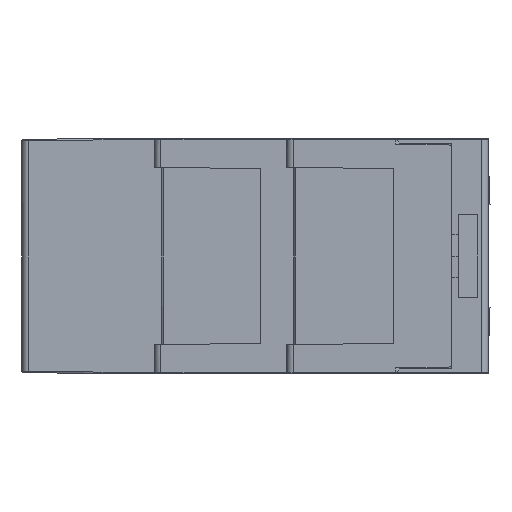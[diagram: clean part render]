
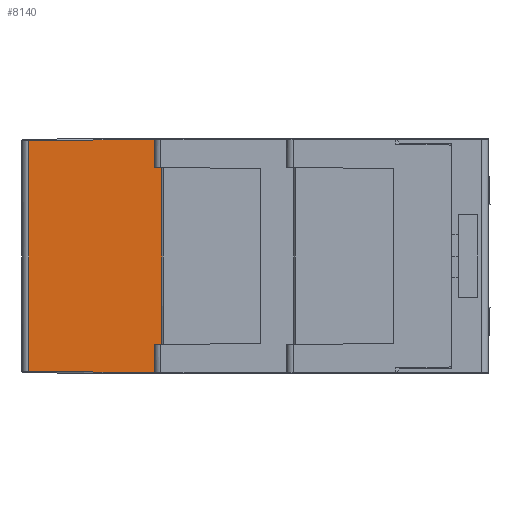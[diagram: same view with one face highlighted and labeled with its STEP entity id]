
A CAD part, left-side view. The second image highlights one B-rep face of the part: STEP entity #8140.
In plain terms, the highlighted planar face has unit normal (-1, 0.009, 0).
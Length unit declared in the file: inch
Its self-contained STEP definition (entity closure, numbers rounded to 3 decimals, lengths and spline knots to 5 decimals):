
#73 = CARTESIAN_POINT ( 'NONE',  ( -0.88684, 1.79856, -1.04629 ) ) ;
#547 = DIRECTION ( 'NONE',  ( -1., 0.009, 0. ) ) ;
#1240 = VERTEX_POINT ( 'NONE', #1923 ) ;
#1917 = DIRECTION ( 'NONE',  ( 0., 0., -1. ) ) ;
#1923 = CARTESIAN_POINT ( 'NONE',  ( -0.8878, 1.68898, 0.34646 ) ) ;
#1968 = ORIENTED_EDGE ( 'NONE', *, *, #15623, .T. ) ;
#2870 = EDGE_LOOP ( 'NONE', ( #10276, #17766, #19511, #3947, #13746, #16693, #1968, #20676 ) ) ;
#3472 = VERTEX_POINT ( 'NONE', #3523 ) ;
#3523 = CARTESIAN_POINT ( 'NONE',  ( -0.8878, 1.68898, -1.04724 ) ) ;
#3814 = CARTESIAN_POINT ( 'NONE',  ( -0.8878, 1.68898, -0.87958 ) ) ;
#3947 = ORIENTED_EDGE ( 'NONE', *, *, #15220, .T. ) ;
#4011 = CARTESIAN_POINT ( 'NONE',  ( -0.88123, 2.44129, 0.33989 ) ) ;
#4776 = CARTESIAN_POINT ( 'NONE',  ( -0.88817, 1.64567, -0.8792 ) ) ;
#5517 = LINE ( 'NONE', #10606, #11626 ) ;
#6117 = LINE ( 'NONE', #6446, #21002 ) ;
#6169 = DIRECTION ( 'NONE',  ( 0.009, 1., 0.009 ) ) ;
#6446 = CARTESIAN_POINT ( 'NONE',  ( -0.88123, 2.44129, 0.29134 ) ) ;
#7141 = DIRECTION ( 'NONE',  ( 0., 0., 1. ) ) ;
#7354 = DIRECTION ( 'NONE',  ( 0.009, 1., -0.009 ) ) ;
#7364 = VECTOR ( 'NONE', #6169, 39.37008 ) ;
#7386 = EDGE_CURVE ( 'NONE', #7952, #3472, #11804, .T. ) ;
#7806 = VECTOR ( 'NONE', #16925, 39.37008 ) ;
#7952 = VERTEX_POINT ( 'NONE', #3814 ) ;
#8140 = ADVANCED_FACE ( 'NONE', ( #12276 ), #8925, .T. ) ;
#8661 = CARTESIAN_POINT ( 'NONE',  ( -0.88817, 1.64567, 0.29134 ) ) ;
#8925 = PLANE ( 'NONE',  #12936 ) ;
#8984 = LINE ( 'NONE', #8661, #10012 ) ;
#9032 = CARTESIAN_POINT ( 'NONE',  ( -0.88089, 2.48028, 0.29134 ) ) ;
#9453 = VERTEX_POINT ( 'NONE', #4011 ) ;
#9706 = DIRECTION ( 'NONE',  ( 0., 0., -1. ) ) ;
#9842 = VECTOR ( 'NONE', #1917, 39.37008 ) ;
#10012 = VECTOR ( 'NONE', #7141, 39.37008 ) ;
#10276 = ORIENTED_EDGE ( 'NONE', *, *, #17990, .T. ) ;
#10287 = LINE ( 'NONE', #73, #7806 ) ;
#10317 = CARTESIAN_POINT ( 'NONE',  ( -0.88123, 2.44129, -1.04068 ) ) ;
#10606 = CARTESIAN_POINT ( 'NONE',  ( -0.8878, 1.68898, 0.34646 ) ) ;
#10873 = LINE ( 'NONE', #11085, #17887 ) ;
#11085 = CARTESIAN_POINT ( 'NONE',  ( -0.8878, 1.68898, -0.87958 ) ) ;
#11626 = VECTOR ( 'NONE', #7354, 39.37008 ) ;
#11769 = EDGE_CURVE ( 'NONE', #20236, #16787, #8984, .T. ) ;
#11804 = LINE ( 'NONE', #18420, #9842 ) ;
#11917 = LINE ( 'NONE', #18335, #16825 ) ;
#12166 = DIRECTION ( 'NONE',  ( -0.009, -1., 0. ) ) ;
#12276 = FACE_OUTER_BOUND ( 'NONE', #2870, .T. ) ;
#12936 = AXIS2_PLACEMENT_3D ( 'NONE', #9032, #547, #12166 ) ;
#13173 = VERTEX_POINT ( 'NONE', #16898 ) ;
#13746 = ORIENTED_EDGE ( 'NONE', *, *, #14612, .F. ) ;
#14428 = LINE ( 'NONE', #21048, #7364 ) ;
#14521 = EDGE_CURVE ( 'NONE', #13173, #1240, #11917, .T. ) ;
#14612 = EDGE_CURVE ( 'NONE', #3472, #15862, #10287, .T. ) ;
#14718 = EDGE_CURVE ( 'NONE', #1240, #9453, #5517, .T. ) ;
#15220 = EDGE_CURVE ( 'NONE', #9453, #15862, #6117, .T. ) ;
#15623 = EDGE_CURVE ( 'NONE', #7952, #20236, #10873, .T. ) ;
#15862 = VERTEX_POINT ( 'NONE', #10317 ) ;
#16614 = DIRECTION ( 'NONE',  ( 0., 0., 1. ) ) ;
#16693 = ORIENTED_EDGE ( 'NONE', *, *, #7386, .F. ) ;
#16787 = VERTEX_POINT ( 'NONE', #17713 ) ;
#16825 = VECTOR ( 'NONE', #16614, 39.37008 ) ;
#16898 = CARTESIAN_POINT ( 'NONE',  ( -0.8878, 1.68898, 0.17879 ) ) ;
#16925 = DIRECTION ( 'NONE',  ( 0.009, 1., 0.009 ) ) ;
#17710 = DIRECTION ( 'NONE',  ( -0.009, -1., 0.009 ) ) ;
#17713 = CARTESIAN_POINT ( 'NONE',  ( -0.88817, 1.64567, 0.17842 ) ) ;
#17766 = ORIENTED_EDGE ( 'NONE', *, *, #14521, .T. ) ;
#17887 = VECTOR ( 'NONE', #17710, 39.37008 ) ;
#17990 = EDGE_CURVE ( 'NONE', #16787, #13173, #14428, .T. ) ;
#18335 = CARTESIAN_POINT ( 'NONE',  ( -0.8878, 1.68898, 0.29134 ) ) ;
#18420 = CARTESIAN_POINT ( 'NONE',  ( -0.8878, 1.68898, -0.34646 ) ) ;
#19511 = ORIENTED_EDGE ( 'NONE', *, *, #14718, .T. ) ;
#20236 = VERTEX_POINT ( 'NONE', #4776 ) ;
#20676 = ORIENTED_EDGE ( 'NONE', *, *, #11769, .T. ) ;
#21002 = VECTOR ( 'NONE', #9706, 39.37008 ) ;
#21048 = CARTESIAN_POINT ( 'NONE',  ( -0.88817, 1.64567, 0.17842 ) ) ;
